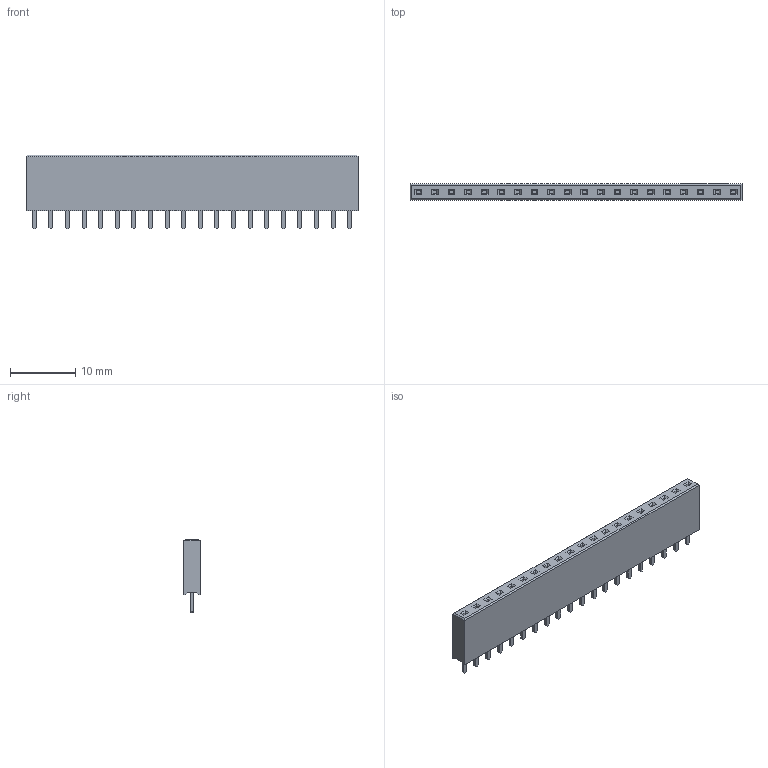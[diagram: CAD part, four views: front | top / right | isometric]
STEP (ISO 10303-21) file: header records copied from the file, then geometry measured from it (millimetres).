
FILE_DESCRIPTION(/* description */ ('Designed by EasyEDA Pro'),/* implementation_level */ '2;1');
FILE_NAME(/* name */ 'PM_2.54_1X20P_LH.step',/* time_stamp */ '2025-03-26T16:34:43+08:00',/* author */ (''),/* organization */ (''),/* preprocessor_version */ 'ST-DEVELOPER v20.1',/* originating_system */ 'Autodesk Translation Framework v14.4.0.0',/* authorisation */ '');
FILE_SCHEMA (('AUTOMOTIVE_DESIGN { 1 0 10303 214 3 1 1 }'));
Length unit declared in the file: millimetre
Products named in the file (4): e8Iv-PCBModel; e8Iv-Board; e8Iv-U1-HDR-TH_20P-P2.54-V-F-2; COMPOUND
Assembly tree (3 placements, depth 3):
  e8Iv-PCBModel
    e8Iv-Board
    e8Iv-U1-HDR-TH_20P-P2.54-V-F-2
      COMPOUND
Bounding box: 50.8 x 2.51 x 11.2 mm (x, y, z)
Volume: 1039.9 mm3; surface area: 1764.1 mm2
Topology: 21 solids, 21 shells, 558 faces, 1407 edges, 910 vertices
Faces by surface type: plane 460, bspline 98
Entity records: 17457 total; most frequent: CARTESIAN_POINT 3942, ORIENTED_EDGE 2814, DIRECTION 2301, EDGE_CURVE 1407, LINE 1211, VECTOR 1211, VERTEX_POINT 910, EDGE_LOOP 617
